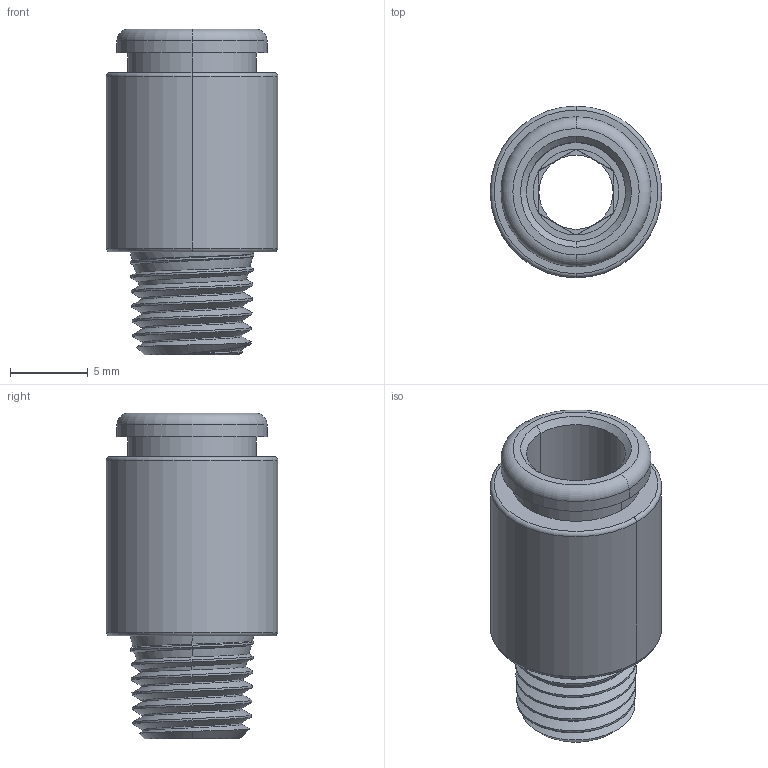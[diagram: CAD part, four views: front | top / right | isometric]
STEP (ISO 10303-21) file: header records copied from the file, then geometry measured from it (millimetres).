
FILE_DESCRIPTION (( 'STEP AP203' ), '1' );
FILE_NAME ('5111K573_Push-to-Connect Tube Fitting for Air and Water.STEP', '2021-09-09T03:11:52', ( 'Administrator' ), ( 'Managed by Terraform' ), 'SwSTEP 2.0', 'SolidWorks 2017', '' );
FILE_SCHEMA (( 'CONFIG_CONTROL_DESIGN' ));
Length unit declared in the file: inch
Products named in the file (1): 5111K573_Push-to-Connect Tube Fitting for Air and Water
Bounding box: 11 x 11 x 20.9 mm (x, y, z)
Volume: 936.8 mm3; surface area: 1261.3 mm2
Topology: 1 solids, 1 shells, 81 faces, 209 edges, 129 vertices
Faces by surface type: cone 27, plane 25, cylinder 20, torus 6, bspline 3
Entity records: 5377 total; most frequent: CARTESIAN_POINT 3351, ORIENTED_EDGE 418, DIRECTION 390, EDGE_CURVE 209, AXIS2_PLACEMENT_3D 152, VERTEX_POINT 129, EDGE_LOOP 94, LINE 86
